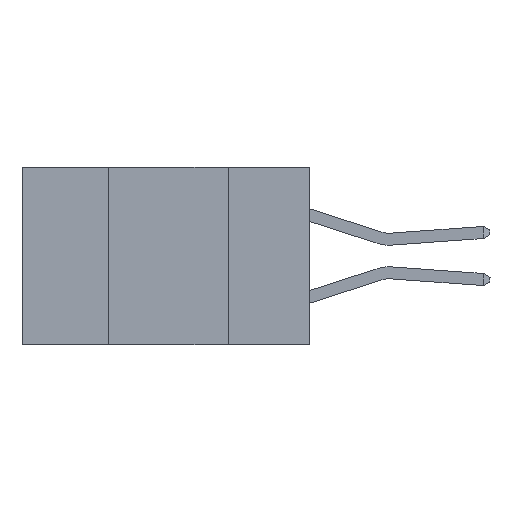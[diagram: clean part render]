
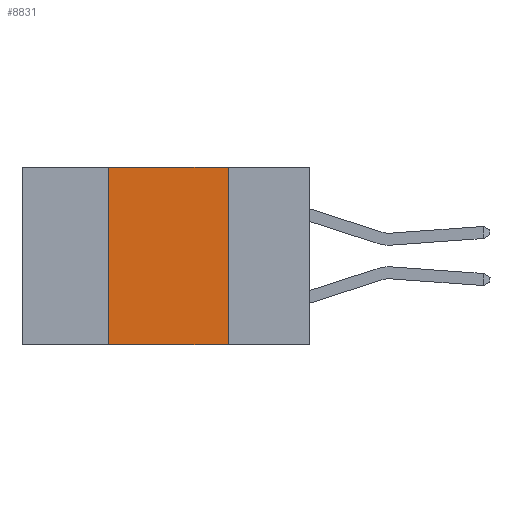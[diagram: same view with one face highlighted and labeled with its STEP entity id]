
A CAD part, left-side view. The second image highlights one B-rep face of the part: STEP entity #8831.
In plain terms, the highlighted planar face has unit normal (-1, 0, 0).
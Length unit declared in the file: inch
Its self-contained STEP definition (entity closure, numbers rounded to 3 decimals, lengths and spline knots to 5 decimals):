
#1121 = LINE ( 'NONE', #8099, #25258 ) ;
#2503 = EDGE_LOOP ( 'NONE', ( #10957, #25462, #18049, #22042 ) ) ;
#2594 = VERTEX_POINT ( 'NONE', #6551 ) ;
#3262 = EDGE_CURVE ( 'NONE', #13415, #2594, #1121, .T. ) ;
#3794 = DIRECTION ( 'NONE',  ( 1., 0., 0. ) ) ;
#4456 = EDGE_CURVE ( 'NONE', #26198, #20117, #24860, .T. ) ;
#5086 = CARTESIAN_POINT ( 'NONE',  ( 0., 0.42, 0. ) ) ;
#5253 = AXIS2_PLACEMENT_3D ( 'NONE', #18115, #3794, #26479 ) ;
#5286 = LINE ( 'NONE', #18311, #12172 ) ;
#6551 = CARTESIAN_POINT ( 'NONE',  ( 0., 0.17, -0.37 ) ) ;
#8099 = CARTESIAN_POINT ( 'NONE',  ( 0., 0.17, 0. ) ) ;
#8323 = VECTOR ( 'NONE', #25960, 39.37008 ) ;
#8831 = ADVANCED_FACE ( 'NONE', ( #22352 ), #11958, .F. ) ;
#10957 = ORIENTED_EDGE ( 'NONE', *, *, #3262, .F. ) ;
#11488 = DIRECTION ( 'NONE',  ( 0., 0., 1. ) ) ;
#11958 = PLANE ( 'NONE',  #5253 ) ;
#12172 = VECTOR ( 'NONE', #14851, 39.37008 ) ;
#12559 = LINE ( 'NONE', #21598, #8323 ) ;
#13415 = VERTEX_POINT ( 'NONE', #19320 ) ;
#13505 = CARTESIAN_POINT ( 'NONE',  ( 0., 0.42, -0.37 ) ) ;
#14851 = DIRECTION ( 'NONE',  ( 0., -1., 0. ) ) ;
#16259 = DIRECTION ( 'NONE',  ( 0., 0., -1. ) ) ;
#16388 = VECTOR ( 'NONE', #11488, 39.37008 ) ;
#18049 = ORIENTED_EDGE ( 'NONE', *, *, #4456, .F. ) ;
#18109 = EDGE_CURVE ( 'NONE', #26198, #2594, #5286, .T. ) ;
#18115 = CARTESIAN_POINT ( 'NONE',  ( 0., 0.6, 0. ) ) ;
#18311 = CARTESIAN_POINT ( 'NONE',  ( 0., 0.6, -0.37 ) ) ;
#18420 = CARTESIAN_POINT ( 'NONE',  ( 0., 0.42, 0. ) ) ;
#19320 = CARTESIAN_POINT ( 'NONE',  ( 0., 0.17, 0. ) ) ;
#20117 = VERTEX_POINT ( 'NONE', #18420 ) ;
#21598 = CARTESIAN_POINT ( 'NONE',  ( 0., 0.6, 0. ) ) ;
#22042 = ORIENTED_EDGE ( 'NONE', *, *, #18109, .T. ) ;
#22352 = FACE_OUTER_BOUND ( 'NONE', #2503, .T. ) ;
#22557 = EDGE_CURVE ( 'NONE', #20117, #13415, #12559, .T. ) ;
#24860 = LINE ( 'NONE', #5086, #16388 ) ;
#25258 = VECTOR ( 'NONE', #16259, 39.37008 ) ;
#25462 = ORIENTED_EDGE ( 'NONE', *, *, #22557, .F. ) ;
#25960 = DIRECTION ( 'NONE',  ( 0., -1., 0. ) ) ;
#26198 = VERTEX_POINT ( 'NONE', #13505 ) ;
#26479 = DIRECTION ( 'NONE',  ( 0., 0., -1. ) ) ;
